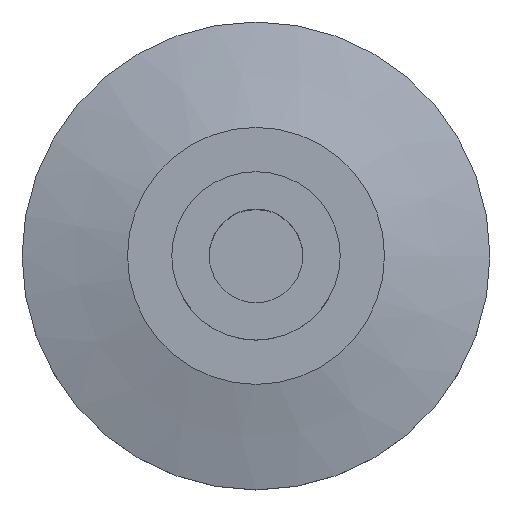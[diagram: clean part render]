
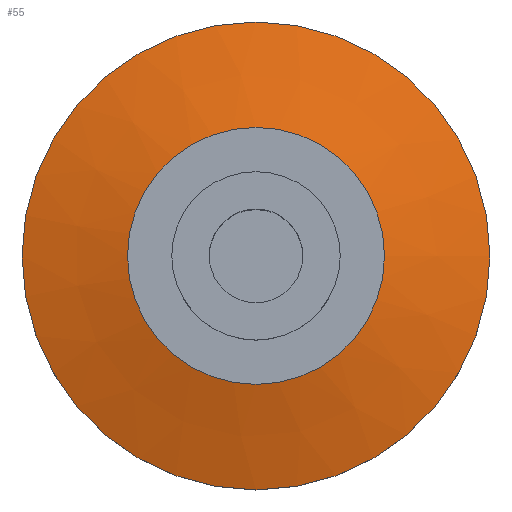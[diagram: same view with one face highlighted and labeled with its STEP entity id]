
A CAD part, top view. The second image highlights one B-rep face of the part: STEP entity #55.
In plain terms, the highlighted conical face has half-angle 75 degrees and reference radius 25 mm.
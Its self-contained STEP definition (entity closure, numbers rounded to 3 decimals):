
#55=ADVANCED_FACE('',(#70,#71),#68,.T.);
#68=CONICAL_SURFACE('',#179,25.,75.);
#70=FACE_BOUND('',#92,.T.);
#71=FACE_BOUND('',#93,.T.);
#92=EDGE_LOOP('',(#116));
#93=EDGE_LOOP('',(#117));
#116=ORIENTED_EDGE('',*,*,#152,.F.);
#117=ORIENTED_EDGE('',*,*,#153,.T.);
#140=VERTEX_POINT('',#256);
#141=VERTEX_POINT('',#258);
#152=EDGE_CURVE('',#140,#140,#164,.T.);
#153=EDGE_CURVE('',#141,#141,#165,.T.);
#164=CIRCLE('',#177,13.732);
#165=CIRCLE('',#178,25.);
#177=AXIS2_PLACEMENT_3D('',#255,#204,#205);
#178=AXIS2_PLACEMENT_3D('',#257,#206,#207);
#179=AXIS2_PLACEMENT_3D('',#259,#208,#209);
#204=DIRECTION('',(0.,0.,1.));
#205=DIRECTION('',(-1.,0.,0.));
#206=DIRECTION('',(0.,0.,1.));
#207=DIRECTION('',(1.,0.,0.));
#208=DIRECTION('',(0.,0.,-1.));
#209=DIRECTION('',(1.,0.,0.));
#255=CARTESIAN_POINT('',(0.,0.,8.));
#256=CARTESIAN_POINT('',(-13.732,0.,8.));
#257=CARTESIAN_POINT('',(0.,0.,4.981));
#258=CARTESIAN_POINT('',(25.,0.,4.981));
#259=CARTESIAN_POINT('',(0.,0.,4.981));
